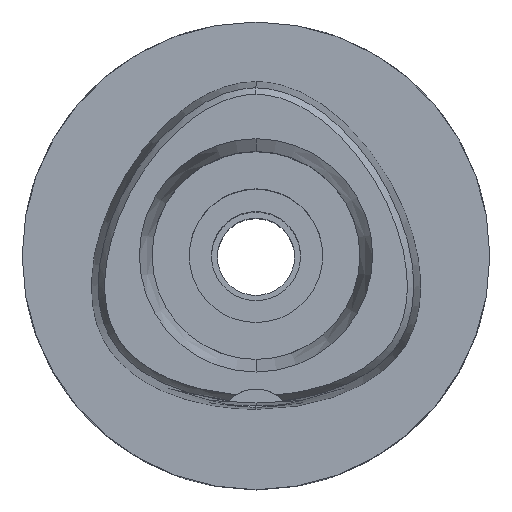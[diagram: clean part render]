
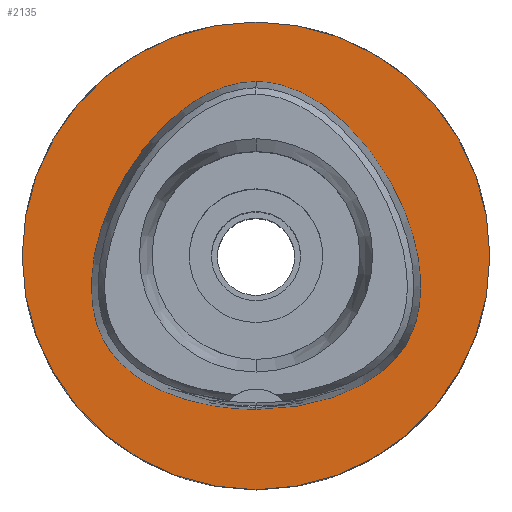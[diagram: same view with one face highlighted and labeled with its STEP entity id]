
A CAD part, top view. The second image highlights one B-rep face of the part: STEP entity #2135.
In plain terms, the highlighted planar face has unit normal (0, 0, 1).
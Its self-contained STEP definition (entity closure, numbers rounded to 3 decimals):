
#50 = EDGE_CURVE ( 'NONE', #4261, #2767, #4413, .T. ) ;
#120 = CARTESIAN_POINT ( 'NONE',  ( 20.35, -11.749, 0. ) ) ;
#132 = ORIENTED_EDGE ( 'NONE', *, *, #1679, .F. ) ;
#163 = AXIS2_PLACEMENT_3D ( 'NONE', #2989, #4859, #4075 ) ;
#175 = CARTESIAN_POINT ( 'NONE',  ( 18.568, -14.169, 0. ) ) ;
#264 = FACE_OUTER_BOUND ( 'NONE', #4520, .T. ) ;
#374 = CARTESIAN_POINT ( 'NONE',  ( -21.555, -8.996, 0. ) ) ;
#432 = EDGE_CURVE ( 'NONE', #4591, #2996, #664, .T. ) ;
#559 = CARTESIAN_POINT ( 'NONE',  ( 20.932, -10.604, 0. ) ) ;
#564 = CARTESIAN_POINT ( 'NONE',  ( 0., 0., 0. ) ) ;
#591 = CARTESIAN_POINT ( 'NONE',  ( 0., -20.675, 0. ) ) ;
#595 = CARTESIAN_POINT ( 'NONE',  ( -20.932, -10.604, 0. ) ) ;
#664 = B_SPLINE_CURVE_WITH_KNOTS ( 'NONE', 3,
 ( #4256, #3469, #2686, #3923, #3566, #796, #3542, #4362, #851, #2410, #1899, #5024, #374, #595, #1509, #1947, #3491, #1558, #3082, #4636, #3901, #2715, #771 ),
 .UNSPECIFIED., .F., .F.,
 ( 4, 1, 1, 1, 1, 1, 1, 1, 1, 1, 1, 1, 1, 1, 1, 1, 1, 1, 1, 1, 4 ),
 ( 0., 0.042, 0.083, 0.125, 0.167, 0.25, 0.333, 0.417, 0.5, 0.542, 0.583, 0.625, 0.646, 0.667, 0.688, 0.708, 0.75, 0.792, 0.833, 0.917, 1. ),
 .UNSPECIFIED. ) ;
#688 = EDGE_LOOP ( 'NONE', ( #996, #132 ) ) ;
#771 = CARTESIAN_POINT ( 'NONE',  ( 0., -20.675, 0. ) ) ;
#796 = CARTESIAN_POINT ( 'NONE',  ( -10.746, 19.174, 0. ) ) ;
#851 = CARTESIAN_POINT ( 'NONE',  ( -20.749, 4.657, 0. ) ) ;
#959 = CARTESIAN_POINT ( 'NONE',  ( 21.555, -8.996, 0. ) ) ;
#983 = CARTESIAN_POINT ( 'NONE',  ( 14.673, -17.214, 0. ) ) ;
#996 = ORIENTED_EDGE ( 'NONE', *, *, #432, .F. ) ;
#1305 = CARTESIAN_POINT ( 'NONE',  ( 20.749, 4.657, 0. ) ) ;
#1308 = AXIS2_PLACEMENT_3D ( 'NONE', #564, #2542, #3293 ) ;
#1361 = CARTESIAN_POINT ( 'NONE',  ( 19.649, -12.825, 0. ) ) ;
#1478 = AXIS2_PLACEMENT_3D ( 'NONE', #4585, #3396, #3830 ) ;
#1509 = CARTESIAN_POINT ( 'NONE',  ( -20.35, -11.749, 0. ) ) ;
#1558 = CARTESIAN_POINT ( 'NONE',  ( -16.959, -15.678, 0. ) ) ;
#1679 = EDGE_CURVE ( 'NONE', #2996, #4591, #3664, .T. ) ;
#1899 = CARTESIAN_POINT ( 'NONE',  ( -22.245, -4.1, 0. ) ) ;
#1947 = CARTESIAN_POINT ( 'NONE',  ( -19.649, -12.825, 0. ) ) ;
#2100 = CARTESIAN_POINT ( 'NONE',  ( 11.233, -18.893, 0. ) ) ;
#2116 = PLANE ( 'NONE',  #163 ) ;
#2124 = CARTESIAN_POINT ( 'NONE',  ( 0., 23.475, 0. ) ) ;
#2135 = ADVANCED_FACE ( 'NONE', ( #264, #4100 ), #2116, .F. ) ;
#2410 = CARTESIAN_POINT ( 'NONE',  ( -21.978, -0.281, 0. ) ) ;
#2416 = CARTESIAN_POINT ( 'NONE',  ( 0., 31.5, 0. ) ) ;
#2460 = CARTESIAN_POINT ( 'NONE',  ( 10.746, 19.174, 0. ) ) ;
#2494 = ORIENTED_EDGE ( 'NONE', *, *, #2669, .F. ) ;
#2538 = CARTESIAN_POINT ( 'NONE',  ( 18.068, 10.432, 0. ) ) ;
#2542 = DIRECTION ( 'NONE',  ( 0., 0., -1. ) ) ;
#2567 = CARTESIAN_POINT ( 'NONE',  ( 0.855, 23.475, 0. ) ) ;
#2625 = CIRCLE ( 'NONE', #1478, 31.5 ) ;
#2669 = EDGE_CURVE ( 'NONE', #2767, #4261, #2625, .T. ) ;
#2686 = CARTESIAN_POINT ( 'NONE',  ( -2.565, 23.293, 0. ) ) ;
#2715 = CARTESIAN_POINT ( 'NONE',  ( -2.114, -20.675, 0. ) ) ;
#2756 = ORIENTED_EDGE ( 'NONE', *, *, #50, .F. ) ;
#2767 = VERTEX_POINT ( 'NONE', #3179 ) ;
#2844 = CARTESIAN_POINT ( 'NONE',  ( 2.565, 23.293, 0. ) ) ;
#2905 = CARTESIAN_POINT ( 'NONE',  ( 21.978, -0.281, 0. ) ) ;
#2924 = CARTESIAN_POINT ( 'NONE',  ( 5.098, 22.526, 0. ) ) ;
#2944 = CARTESIAN_POINT ( 'NONE',  ( 6.341, -20.298, 0. ) ) ;
#2989 = CARTESIAN_POINT ( 'NONE',  ( 0., 0., 0. ) ) ;
#2996 = VERTEX_POINT ( 'NONE', #591 ) ;
#3082 = CARTESIAN_POINT ( 'NONE',  ( -14.673, -17.214, 0. ) ) ;
#3179 = CARTESIAN_POINT ( 'NONE',  ( 0., -31.5, 0. ) ) ;
#3289 = CARTESIAN_POINT ( 'NONE',  ( 0., -20.675, 0. ) ) ;
#3293 = DIRECTION ( 'NONE',  ( 0., 1., 0. ) ) ;
#3314 = CARTESIAN_POINT ( 'NONE',  ( 22.245, -4.1, 0. ) ) ;
#3396 = DIRECTION ( 'NONE',  ( 0., 0., -1. ) ) ;
#3469 = CARTESIAN_POINT ( 'NONE',  ( -0.855, 23.475, 0. ) ) ;
#3491 = CARTESIAN_POINT ( 'NONE',  ( -18.568, -14.169, 0. ) ) ;
#3542 = CARTESIAN_POINT ( 'NONE',  ( -14.408, 15.641, 0. ) ) ;
#3566 = CARTESIAN_POINT ( 'NONE',  ( -7.571, 21.315, 0. ) ) ;
#3619 = CARTESIAN_POINT ( 'NONE',  ( 2.114, -20.675, 0. ) ) ;
#3647 = CARTESIAN_POINT ( 'NONE',  ( 16.959, -15.678, 0. ) ) ;
#3664 = B_SPLINE_CURVE_WITH_KNOTS ( 'NONE', 3,
 ( #3289, #3619, #2944, #2100, #983, #3647, #175, #1361, #120, #559, #959, #4887, #3314, #2905, #1305, #2538, #4836, #2460, #3672, #2924, #2844, #2567, #2124 ),
 .UNSPECIFIED., .F., .F.,
 ( 4, 1, 1, 1, 1, 1, 1, 1, 1, 1, 1, 1, 1, 1, 1, 1, 1, 1, 1, 1, 4 ),
 ( 0., 0.083, 0.167, 0.208, 0.25, 0.292, 0.312, 0.333, 0.354, 0.375, 0.417, 0.458, 0.5, 0.583, 0.667, 0.75, 0.833, 0.875, 0.917, 0.958, 1. ),
 .UNSPECIFIED. ) ;
#3672 = CARTESIAN_POINT ( 'NONE',  ( 7.571, 21.315, 0. ) ) ;
#3830 = DIRECTION ( 'NONE',  ( 0., -1., 0. ) ) ;
#3901 = CARTESIAN_POINT ( 'NONE',  ( -6.341, -20.298, 0. ) ) ;
#3923 = CARTESIAN_POINT ( 'NONE',  ( -5.098, 22.526, 0. ) ) ;
#4075 = DIRECTION ( 'NONE',  ( 0., -1., 0. ) ) ;
#4079 = CARTESIAN_POINT ( 'NONE',  ( 0., 23.475, 0. ) ) ;
#4100 = FACE_BOUND ( 'NONE', #688, .T. ) ;
#4256 = CARTESIAN_POINT ( 'NONE',  ( 0., 23.475, 0. ) ) ;
#4261 = VERTEX_POINT ( 'NONE', #2416 ) ;
#4362 = CARTESIAN_POINT ( 'NONE',  ( -18.068, 10.432, 0. ) ) ;
#4413 = CIRCLE ( 'NONE', #1308, 31.5 ) ;
#4520 = EDGE_LOOP ( 'NONE', ( #2756, #2494 ) ) ;
#4585 = CARTESIAN_POINT ( 'NONE',  ( 0., 0., 0. ) ) ;
#4591 = VERTEX_POINT ( 'NONE', #4079 ) ;
#4636 = CARTESIAN_POINT ( 'NONE',  ( -11.233, -18.893, 0. ) ) ;
#4836 = CARTESIAN_POINT ( 'NONE',  ( 14.408, 15.641, 0. ) ) ;
#4859 = DIRECTION ( 'NONE',  ( 0., 0., -1. ) ) ;
#4887 = CARTESIAN_POINT ( 'NONE',  ( 22.057, -6.848, 0. ) ) ;
#5024 = CARTESIAN_POINT ( 'NONE',  ( -22.057, -6.848, 0. ) ) ;
